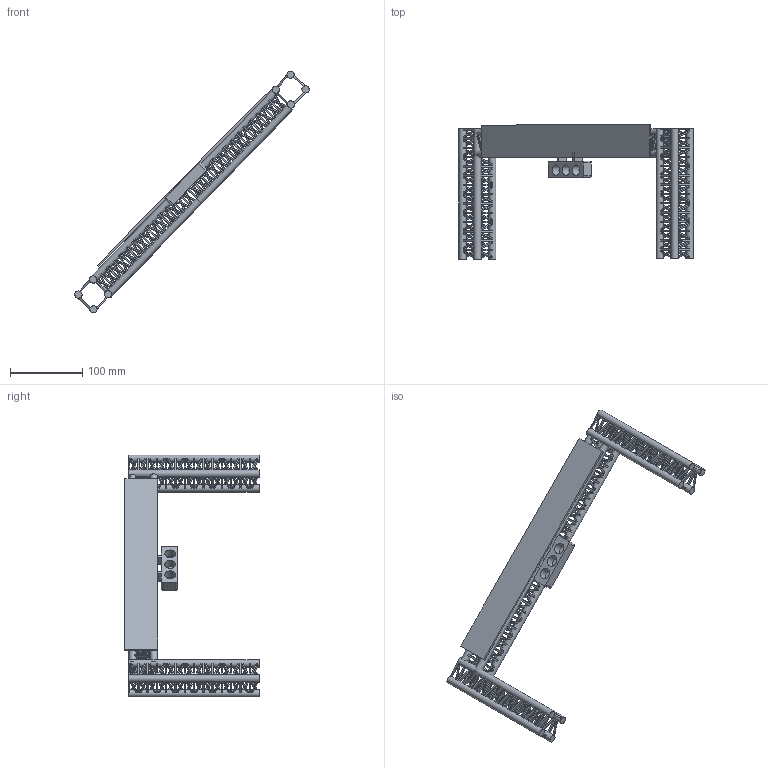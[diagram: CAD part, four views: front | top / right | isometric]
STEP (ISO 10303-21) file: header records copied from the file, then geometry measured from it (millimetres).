
FILE_DESCRIPTION(/* description */ (''),/* implementation_level */ '2;1');
FILE_NAME(/* name */ 'StartFinish.step',/* time_stamp */ '2024-10-13T21:37:40+02:00',/* author */ (''),/* organization */ (''),/* preprocessor_version */ 'ST-DEVELOPER v20',/* originating_system */ 'Autodesk Translation Framework v13.20.0.188',/* authorisation */ '');
FILE_SCHEMA (('AUTOMOTIVE_DESIGN { 1 0 10303 214 3 1 1 }'));
Products named in the file (3): StartZiel; Startampel; Banner (1)
Assembly tree (2 placements, depth 2):
  StartZiel
    Startampel
    Banner (1)
Bounding box: 323.42 x 185 x 333.85 mm (x, y, z)
Volume: 336047.5 mm3; surface area: 214900.5 mm2
Topology: 5 solids, 5 shells, 1847 faces, 5859 edges, 3906 vertices
Faces by surface type: plane 1824, cylinder 23
Full cylindrical faces by diameter (mm): 10 x16, 15 x3
Entity records: 67340 total; most frequent: ORIENTED_EDGE 11718, DIRECTION 11639, CARTESIAN_POINT 11618, EDGE_CURVE 5859, AXIS2_PLACEMENT_3D 3927, VERTEX_POINT 3906, LINE 3785, VECTOR 3785
